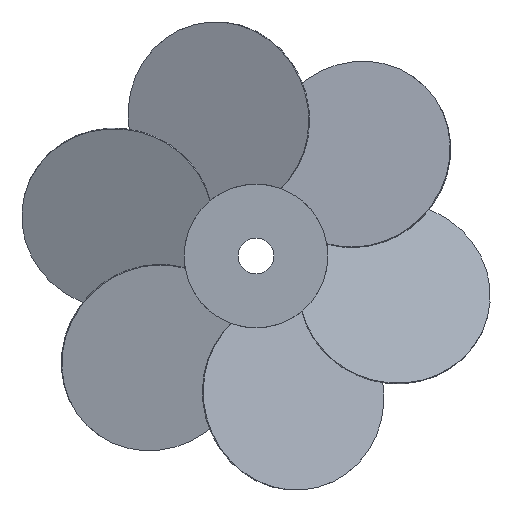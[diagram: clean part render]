
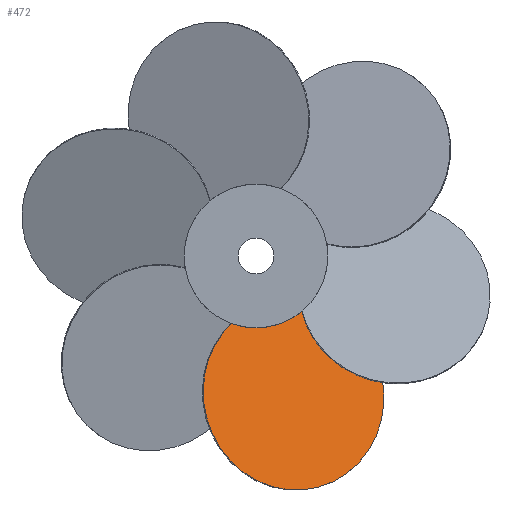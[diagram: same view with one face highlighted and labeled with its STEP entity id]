
A CAD part, left-side view. The second image highlights one B-rep face of the part: STEP entity #472.
In plain terms, the highlighted planar face has unit normal (-0.94, -0.33, 0.088).
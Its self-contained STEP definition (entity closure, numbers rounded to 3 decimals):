
#127=CARTESIAN_POINT('POINT13',(442.228,
   111.758,135.658));
#128=VERTEX_POINT('VERTEX13',#127);
#137=CARTESIAN_POINT('POINT15',(407.479,
   203.978,110.948));
#138=VERTEX_POINT('VERTEX15',#137);
#139=CARTESIAN_POINT('POS17',(424.853,
   157.868,123.303));
#140=DIRECTION('DIR26',(0.94,0.33,
   -0.089));
#141=DIRECTION('DIR27',(0.342,-0.908,
   0.243));
#142=AXIS2_PLACEMENT_3D('AXIS10',#139,#140,#141);
#143=CIRCLE('ELLIPSE7',#142,50.8);
#144=EDGE_CURVE('EDGE14',#138,#128,#143,.F.);
#254=CARTESIAN_POINT('POINT25',(416.805,
   190.88,161.066));
#255=VERTEX_POINT('VERTEX25',#254);
#256=EDGE_CURVE('EDGE25',#255,#138,#143,.F.);
#443=ORIENTED_EDGE('COEDGE65',*,*,#256,.T.);
#444=ORIENTED_EDGE('COEDGE66',*,*,#144,.T.);
#445=CARTESIAN_POINT('POINT37',(432.813,
   148.431,172.58));
#446=VERTEX_POINT('VERTEX37',#445);
#447=EDGE_CURVE('EDGE47',#128,#446,#143,.F.);
#448=ORIENTED_EDGE('COEDGE67',*,*,#447,.T.);
#449=CARTESIAN_POINT('POINT38',(421.185,177.8,
   158.75));
#450=VERTEX_POINT('VERTEX38',#449);
#451=CARTESIAN_POINT('POS39',(424.774,177.8,
   196.85));
#452=DIRECTION('DIR65',(-0.94,-0.33,
   0.089));
#453=DIRECTION('DIR66',(-0.342,0.908,
   -0.243));
#454=AXIS2_PLACEMENT_3D('AXIS27',#451,#452,#453);
#455=ELLIPSE('ELLIPSE17',#454,40.545,38.1);
#456=EDGE_CURVE('EDGE48',#446,#450,#455,.F.);
#457=ORIENTED_EDGE('COEDGE68',*,*,#456,.T.);
#458=CARTESIAN_POINT('POS40',(424.774,177.8,
   196.85));
#459=DIRECTION('DIR67',(-0.94,-0.33,
   0.089));
#460=DIRECTION('DIR68',(-0.342,0.908,
   -0.243));
#461=AXIS2_PLACEMENT_3D('AXIS28',#458,#459,#460);
#462=ELLIPSE('ELLIPSE18',#461,40.545,38.1);
#463=EDGE_CURVE('EDGE49',#450,#255,#462,.F.);
#464=ORIENTED_EDGE('COEDGE69',*,*,#463,.T.);
#465=EDGE_LOOP('NONE',(#443,#444,#448,#457,#464));
#466=FACE_BOUND('LOOP1',#465,.T.);
#467=CARTESIAN_POINT('POS41',(424.853,
   177.59,196.906));
#468=DIRECTION('DIR69',(0.94,0.33,
   -0.089));
#469=DIRECTION('DIR70',(0.342,-0.908,
   0.243));
#470=AXIS2_PLACEMENT_3D('AXIS29',#467,#468,#469);
#471=PLANE('PLANE5',#470);
#472=ADVANCED_FACE('FACE17',(#466),#471,.F.);
